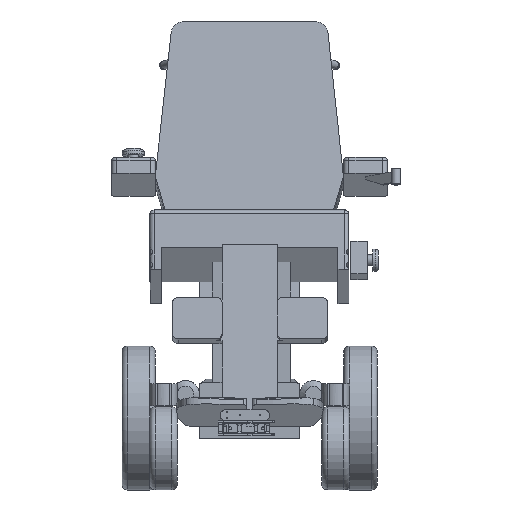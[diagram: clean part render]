
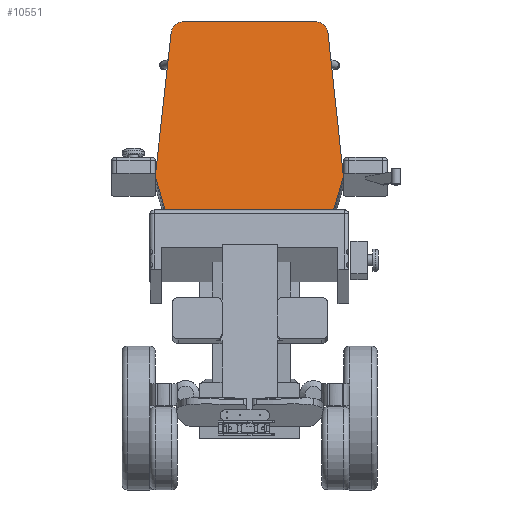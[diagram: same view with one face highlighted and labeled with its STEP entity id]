
A CAD part, front view. The second image highlights one B-rep face of the part: STEP entity #10551.
In plain terms, the highlighted planar face has unit normal (0, -0.985, 0.174).
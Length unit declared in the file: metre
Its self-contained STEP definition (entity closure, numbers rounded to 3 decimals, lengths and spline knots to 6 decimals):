
#699=CIRCLE('',#11655,0.0254);
#701=CIRCLE('',#11659,0.0254);
#703=CIRCLE('',#11664,0.0254);
#705=CIRCLE('',#11668,0.0254);
#1828=ORIENTED_EDGE('',*,*,#4359,.T.);
#1829=ORIENTED_EDGE('',*,*,#4363,.T.);
#1830=ORIENTED_EDGE('',*,*,#4366,.T.);
#1831=ORIENTED_EDGE('',*,*,#4369,.T.);
#1832=ORIENTED_EDGE('',*,*,#4372,.T.);
#1833=ORIENTED_EDGE('',*,*,#4375,.T.);
#1834=ORIENTED_EDGE('',*,*,#4378,.F.);
#1835=ORIENTED_EDGE('',*,*,#4381,.T.);
#1836=ORIENTED_EDGE('',*,*,#4384,.F.);
#1837=ORIENTED_EDGE('',*,*,#4386,.F.);
#4359=EDGE_CURVE('',#5724,#5723,#699,.F.);
#4363=EDGE_CURVE('',#5723,#5726,#6775,.T.);
#4366=EDGE_CURVE('',#5726,#5728,#701,.F.);
#4369=EDGE_CURVE('',#5728,#5730,#6779,.T.);
#4372=EDGE_CURVE('',#5730,#5732,#6782,.T.);
#4375=EDGE_CURVE('',#5732,#5734,#703,.F.);
#4378=EDGE_CURVE('',#5736,#5734,#6786,.T.);
#4381=EDGE_CURVE('',#5736,#5738,#705,.F.);
#4384=EDGE_CURVE('',#5740,#5738,#6790,.T.);
#4386=EDGE_CURVE('',#5724,#5740,#6792,.T.);
#5723=VERTEX_POINT('',#16370);
#5724=VERTEX_POINT('',#16372);
#5726=VERTEX_POINT('',#16378);
#5728=VERTEX_POINT('',#16384);
#5730=VERTEX_POINT('',#16390);
#5732=VERTEX_POINT('',#16396);
#5734=VERTEX_POINT('',#16402);
#5736=VERTEX_POINT('',#16408);
#5738=VERTEX_POINT('',#16414);
#5740=VERTEX_POINT('',#16420);
#6775=LINE('',#16379,#7786);
#6779=LINE('',#16391,#7790);
#6782=LINE('',#16397,#7793);
#6786=LINE('',#16409,#7797);
#6790=LINE('',#16421,#7801);
#6792=LINE('',#16424,#7803);
#7786=VECTOR('',#13224,1.);
#7790=VECTOR('',#13236,1.);
#7793=VECTOR('',#13241,1.);
#7797=VECTOR('',#13253,1.);
#7801=VECTOR('',#13265,1.);
#7803=VECTOR('',#13269,1.);
#8682=EDGE_LOOP('',(#1828,#1829,#1830,#1831,#1832,#1833,#1834,#1835,#1836,
#1837));
#9417=FACE_BOUND('',#8682,.T.);
#10072=PLANE('',#11671);
#10551=ADVANCED_FACE('',(#9417),#10072,.T.);
#11655=AXIS2_PLACEMENT_3D('',#16371,#13217,#13218);
#11659=AXIS2_PLACEMENT_3D('',#16385,#13230,#13231);
#11664=AXIS2_PLACEMENT_3D('',#16403,#13247,#13248);
#11668=AXIS2_PLACEMENT_3D('',#16415,#13259,#13260);
#11671=AXIS2_PLACEMENT_3D('',#16425,#13270,#13271);
#13217=DIRECTION('',(0.,0.985,-0.174));
#13218=DIRECTION('',(0.,0.174,0.985));
#13224=DIRECTION('',(-1.,0.,0.));
#13230=DIRECTION('',(0.,0.985,-0.174));
#13231=DIRECTION('',(0.,0.174,0.985));
#13236=DIRECTION('',(-0.108,-0.173,-0.979));
#13241=DIRECTION('',(0.279,-0.167,-0.946));
#13247=DIRECTION('',(0.,0.985,-0.174));
#13248=DIRECTION('',(0.,0.174,0.985));
#13253=DIRECTION('',(-1.,0.,0.));
#13259=DIRECTION('',(0.,0.985,-0.174));
#13260=DIRECTION('',(0.,0.174,0.985));
#13265=DIRECTION('',(-0.279,-0.167,-0.946));
#13269=DIRECTION('',(0.106,-0.173,-0.979));
#13270=DIRECTION('',(0.,-0.985,0.174));
#13271=DIRECTION('',(1.,0.,0.));
#16370=CARTESIAN_POINT('',(0.319463,0.708408,0.492513));
#16371=CARTESIAN_POINT('',(0.319463,0.703997,0.467499));
#16372=CARTESIAN_POINT('',(0.34472,0.704464,0.470149));
#16378=CARTESIAN_POINT('',(0.010679,0.708408,0.492513));
#16379=CARTESIAN_POINT('',(0.164665,0.708408,0.492513));
#16384=CARTESIAN_POINT('',(-0.014572,0.704475,0.470208));
#16385=CARTESIAN_POINT('',(0.010679,0.703997,0.467499));
#16390=CARTESIAN_POINT('',(-0.051235,0.646045,0.138837));
#16391=CARTESIAN_POINT('',(-0.045069,0.655873,0.194571));
#16396=CARTESIAN_POINT('',(-0.013254,0.623373,0.010258));
#16397=CARTESIAN_POINT('',(-0.040455,0.63961,0.102341));
#16402=CARTESIAN_POINT('',(0.011135,0.620195,-0.007769));
#16403=CARTESIAN_POINT('',(0.011135,0.624605,0.017245));
#16408=CARTESIAN_POINT('',(0.318258,0.620195,-0.007769));
#16409=CARTESIAN_POINT('',(0.164665,0.620195,-0.007769));
#16414=CARTESIAN_POINT('',(0.34265,0.623375,0.010268));
#16415=CARTESIAN_POINT('',(0.318258,0.624605,0.017245));
#16420=CARTESIAN_POINT('',(0.380565,0.646045,0.138837));
#16421=CARTESIAN_POINT('',(0.374161,0.642216,0.117123));
#16424=CARTESIAN_POINT('',(0.375219,0.654758,0.188251));
#16425=CARTESIAN_POINT('',(0.164665,0.664301,0.242372));
